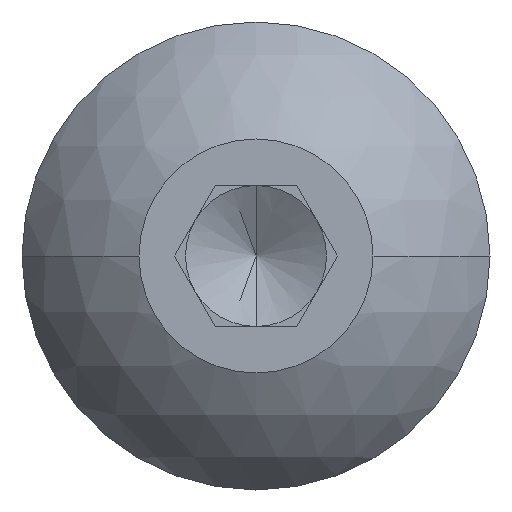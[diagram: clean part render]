
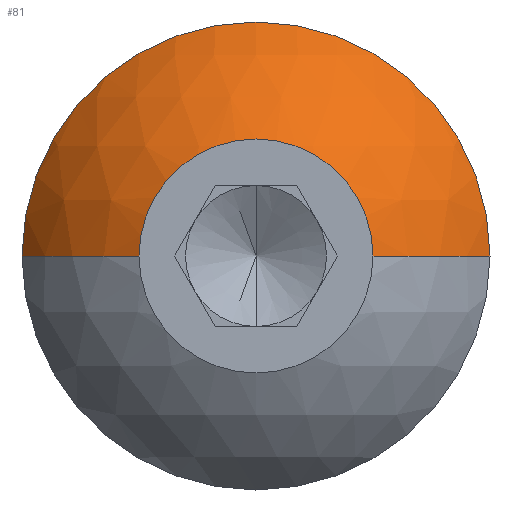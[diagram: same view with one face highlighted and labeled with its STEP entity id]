
A CAD part, left-side view. The second image highlights one B-rep face of the part: STEP entity #81.
In plain terms, the highlighted spherical face has radius 4.584 mm.
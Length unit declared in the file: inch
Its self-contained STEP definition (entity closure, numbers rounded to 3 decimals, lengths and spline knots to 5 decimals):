
#14 = ORIENTED_EDGE ( 'NONE', *, *, #92, .T. ) ;
#15 = ORIENTED_EDGE ( 'NONE', *, *, #103, .F. ) ;
#66 = EDGE_CURVE ( 'NONE', #143, #137, #294, .T. ) ;
#67 = ORIENTED_EDGE ( 'NONE', *, *, #136, .T. ) ;
#81 = ADVANCED_FACE ( 'NONE', ( #265 ), #264, .T. ) ;
#82 = EDGE_LOOP ( 'NONE', ( #314, #435, #67, #14, #15 ) ) ;
#86 = EDGE_CURVE ( 'NONE', #143, #87, #249, .T. ) ;
#87 = VERTEX_POINT ( 'NONE', #244 ) ;
#90 = VERTEX_POINT ( 'NONE', #238 ) ;
#92 = EDGE_CURVE ( 'NONE', #101, #90, #237, .T. ) ;
#101 = VERTEX_POINT ( 'NONE', #192 ) ;
#103 = EDGE_CURVE ( 'NONE', #87, #90, #190, .T. ) ;
#136 = EDGE_CURVE ( 'NONE', #137, #101, #604, .T. ) ;
#137 = VERTEX_POINT ( 'NONE', #599 ) ;
#143 = VERTEX_POINT ( 'NONE', #588 ) ;
#186 = DIRECTION ( 'NONE',  ( 0., 0., 1. ) ) ;
#187 = DIRECTION ( 'NONE',  ( -1., 0., 0. ) ) ;
#188 = CARTESIAN_POINT ( 'NONE',  ( 0., 0., 0. ) ) ;
#189 = AXIS2_PLACEMENT_3D ( 'NONE', #188, #187, #186 ) ;
#190 = CIRCLE ( 'NONE', #189, 0.078 ) ;
#192 = CARTESIAN_POINT ( 'NONE',  ( 0.072, 0.156, 0. ) ) ;
#233 = DIRECTION ( 'NONE',  ( 1., 0., 0. ) ) ;
#234 = DIRECTION ( 'NONE',  ( 0., 0., 1. ) ) ;
#235 = CARTESIAN_POINT ( 'NONE',  ( 0.16275, 0., 0. ) ) ;
#236 = AXIS2_PLACEMENT_3D ( 'NONE', #235, #234, #233 ) ;
#237 = CIRCLE ( 'NONE', #236, 0.18048 ) ;
#238 = CARTESIAN_POINT ( 'NONE',  ( 0., 0.078, 0. ) ) ;
#244 = CARTESIAN_POINT ( 'NONE',  ( 0., -0.078, 0. ) ) ;
#245 = DIRECTION ( 'NONE',  ( 0., 1., 0. ) ) ;
#246 = DIRECTION ( 'NONE',  ( 0., 0., -1. ) ) ;
#247 = CARTESIAN_POINT ( 'NONE',  ( 0.16275, 0., 0. ) ) ;
#248 = AXIS2_PLACEMENT_3D ( 'NONE', #247, #246, #245 ) ;
#249 = CIRCLE ( 'NONE', #248, 0.18048 ) ;
#260 = DIRECTION ( 'NONE',  ( 0., 1., 0. ) ) ;
#261 = DIRECTION ( 'NONE',  ( 0., 0., -1. ) ) ;
#262 = CARTESIAN_POINT ( 'NONE',  ( 0.16275, 0., 0. ) ) ;
#263 = AXIS2_PLACEMENT_3D ( 'NONE', #262, #261, #260 ) ;
#264 = SPHERICAL_SURFACE ( 'NONE', #263, 0.18048 ) ;
#265 = FACE_OUTER_BOUND ( 'NONE', #82, .T. ) ;
#290 = DIRECTION ( 'NONE',  ( 0., 0., 1. ) ) ;
#291 = DIRECTION ( 'NONE',  ( -1., 0., 0. ) ) ;
#292 = CARTESIAN_POINT ( 'NONE',  ( 0.072, 0., 0. ) ) ;
#293 = AXIS2_PLACEMENT_3D ( 'NONE', #292, #291, #290 ) ;
#294 = CIRCLE ( 'NONE', #293, 0.156 ) ;
#314 = ORIENTED_EDGE ( 'NONE', *, *, #86, .F. ) ;
#435 = ORIENTED_EDGE ( 'NONE', *, *, #66, .T. ) ;
#588 = CARTESIAN_POINT ( 'NONE',  ( 0.072, -0.156, 0. ) ) ;
#599 = CARTESIAN_POINT ( 'NONE',  ( 0.072, 0., 0.156 ) ) ;
#600 = DIRECTION ( 'NONE',  ( 0., 0., 1. ) ) ;
#601 = DIRECTION ( 'NONE',  ( -1., 0., 0. ) ) ;
#602 = CARTESIAN_POINT ( 'NONE',  ( 0.072, 0., 0. ) ) ;
#603 = AXIS2_PLACEMENT_3D ( 'NONE', #602, #601, #600 ) ;
#604 = CIRCLE ( 'NONE', #603, 0.156 ) ;
